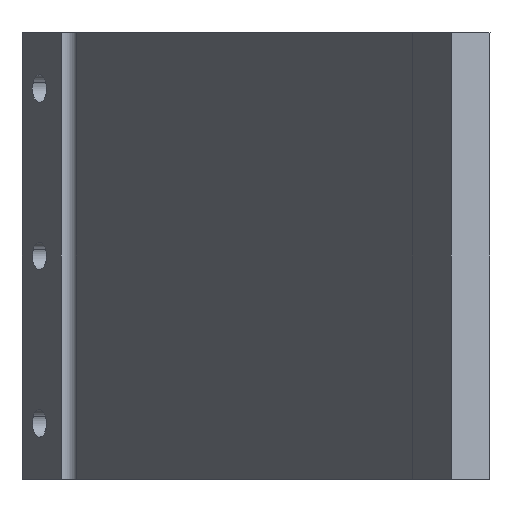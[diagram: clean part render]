
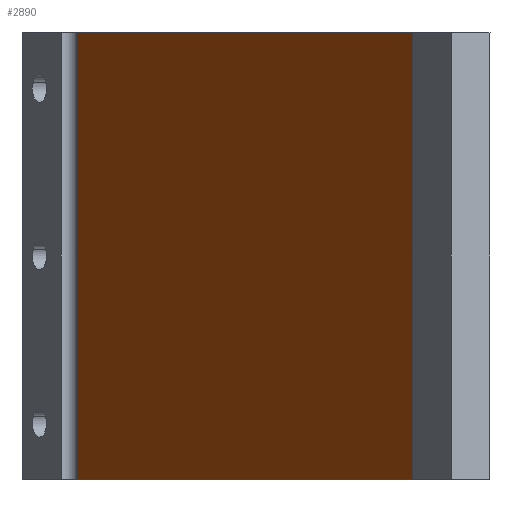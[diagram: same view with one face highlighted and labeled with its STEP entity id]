
A CAD part, left-side view. The second image highlights one B-rep face of the part: STEP entity #2890.
In plain terms, the highlighted planar face has unit normal (-0.5, 0.866, 0).
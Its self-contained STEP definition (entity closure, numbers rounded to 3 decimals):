
#2360=CARTESIAN_POINT('',(-65.086,-35.268,570.));
#2370=VERTEX_POINT('',#2360);
#2460=CARTESIAN_POINT('',(-65.086,-35.268,650.));
#2470=VERTEX_POINT('',#2460);
#2500=CARTESIAN_POINT('',(-65.086,-35.268,570.));
#2510=DIRECTION('',(0.,0.,1.));
#2520=VECTOR('',#2510,1.);
#2530=LINE('',#2500,#2520);
#2540=EDGE_CURVE('',#2370,#2470,#2530,.T.);
#2590=CARTESIAN_POINT('',(-65.086,-35.268,570.));
#2600=DIRECTION('',(0.5,-0.866,0.));
#2610=DIRECTION('',(-0.866,-0.5,0.));
#2620=AXIS2_PLACEMENT_3D('',#2590,#2600,#2610);
#2630=PLANE('',#2620);
#2640=CARTESIAN_POINT('',(-170.741,-96.268,570.));
#2650=DIRECTION('',(0.866,0.5,0.));
#2660=VECTOR('',#2650,1.);
#2670=LINE('',#2640,#2660);
#2680=CARTESIAN_POINT('',(-170.741,-96.268,570.));
#2690=VERTEX_POINT('',#2680);
#2700=EDGE_CURVE('',#2690,#2370,#2670,.T.);
#2710=ORIENTED_EDGE('',*,*,#2700,.F.);
#2720=ORIENTED_EDGE('',*,*,#2540,.F.);
#2730=CARTESIAN_POINT('',(-65.086,-35.268,650.));
#2740=DIRECTION('',(-0.866,-0.5,0.));
#2750=VECTOR('',#2740,1.);
#2760=LINE('',#2730,#2750);
#2770=CARTESIAN_POINT('',(-170.741,-96.268,650.));
#2780=VERTEX_POINT('',#2770);
#2790=EDGE_CURVE('',#2470,#2780,#2760,.T.);
#2800=ORIENTED_EDGE('',*,*,#2790,.F.);
#2810=CARTESIAN_POINT('',(-170.741,-96.268,650.));
#2820=DIRECTION('',(0.,0.,-1.));
#2830=VECTOR('',#2820,1.);
#2840=LINE('',#2810,#2830);
#2850=EDGE_CURVE('',#2780,#2690,#2840,.T.);
#2860=ORIENTED_EDGE('',*,*,#2850,.F.);
#2870=EDGE_LOOP('',(#2860,#2800,#2720,#2710));
#2880=FACE_OUTER_BOUND('',#2870,.T.);
#2890=ADVANCED_FACE('',(#2880),#2630,.F.);
